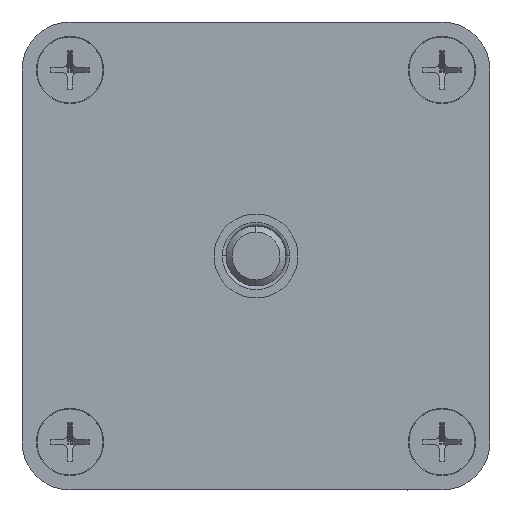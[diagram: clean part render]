
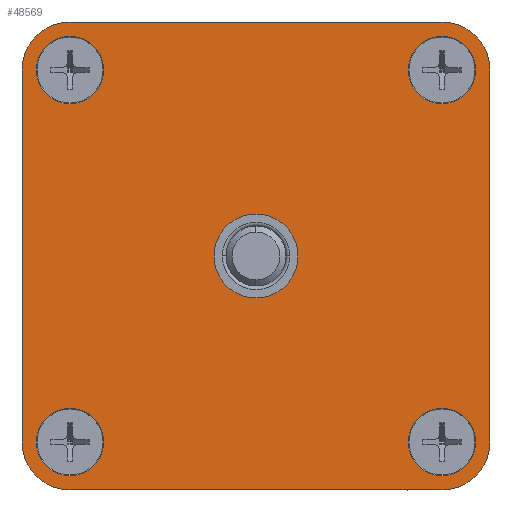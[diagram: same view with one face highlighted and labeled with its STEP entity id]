
A CAD part, front view. The second image highlights one B-rep face of the part: STEP entity #48569.
In plain terms, the highlighted planar face has unit normal (0, -1, 0).
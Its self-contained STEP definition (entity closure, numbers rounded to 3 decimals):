
#1=CARTESIAN_POINT('',(-15.5,0.,15.5));
#2=DIRECTION('',(0.,-1.,0.));
#3=DIRECTION('',(0.,0.,1.));
#4=AXIS2_PLACEMENT_3D('',#1,#2,#3);
#6=DIRECTION('',(1.,0.,0.));
#7=VECTOR('',#6,31.);
#8=CARTESIAN_POINT('',(-15.5,0.,19.5));
#9=LINE('',#8,#7);
#10=CARTESIAN_POINT('',(15.5,0.,15.5));
#11=DIRECTION('',(0.,-1.,0.));
#12=DIRECTION('',(1.,0.,0.));
#13=AXIS2_PLACEMENT_3D('',#10,#11,#12);
#15=DIRECTION('',(0.,0.,-1.));
#16=VECTOR('',#15,31.);
#17=CARTESIAN_POINT('',(19.5,0.,15.5));
#18=LINE('',#17,#16);
#19=CARTESIAN_POINT('',(15.5,0.,-15.5));
#20=DIRECTION('',(0.,-1.,0.));
#21=DIRECTION('',(0.,0.,-1.));
#22=AXIS2_PLACEMENT_3D('',#19,#20,#21);
#24=DIRECTION('',(-1.,0.,0.));
#25=VECTOR('',#24,31.);
#26=CARTESIAN_POINT('',(15.5,0.,-19.5));
#27=LINE('',#26,#25);
#28=CARTESIAN_POINT('',(-15.5,0.,-15.5));
#29=DIRECTION('',(0.,-1.,0.));
#30=DIRECTION('',(-1.,0.,0.));
#31=AXIS2_PLACEMENT_3D('',#28,#29,#30);
#33=DIRECTION('',(0.,0.,1.));
#34=VECTOR('',#33,31.);
#35=CARTESIAN_POINT('',(-19.5,0.,-15.5));
#36=LINE('',#35,#34);
#37=CARTESIAN_POINT('',(-15.5,0.,-15.5));
#38=DIRECTION('',(0.,-1.,0.));
#39=DIRECTION('',(-1.,0.,0.));
#40=AXIS2_PLACEMENT_3D('',#37,#38,#39);
#42=CARTESIAN_POINT('',(-15.5,0.,-15.5));
#43=DIRECTION('',(0.,-1.,0.));
#44=DIRECTION('',(1.,0.,0.));
#45=AXIS2_PLACEMENT_3D('',#42,#43,#44);
#47=CARTESIAN_POINT('',(15.5,0.,-15.5));
#48=DIRECTION('',(0.,-1.,0.));
#49=DIRECTION('',(0.,0.,-1.));
#50=AXIS2_PLACEMENT_3D('',#47,#48,#49);
#52=CARTESIAN_POINT('',(15.5,0.,-15.5));
#53=DIRECTION('',(0.,-1.,0.));
#54=DIRECTION('',(0.,0.,1.));
#55=AXIS2_PLACEMENT_3D('',#52,#53,#54);
#57=CARTESIAN_POINT('',(15.5,0.,15.5));
#58=DIRECTION('',(0.,-1.,0.));
#59=DIRECTION('',(1.,0.,0.));
#60=AXIS2_PLACEMENT_3D('',#57,#58,#59);
#62=CARTESIAN_POINT('',(15.5,0.,15.5));
#63=DIRECTION('',(0.,-1.,0.));
#64=DIRECTION('',(-1.,0.,0.));
#65=AXIS2_PLACEMENT_3D('',#62,#63,#64);
#67=CARTESIAN_POINT('',(-15.5,0.,15.5));
#68=DIRECTION('',(0.,-1.,0.));
#69=DIRECTION('',(0.,0.,1.));
#70=AXIS2_PLACEMENT_3D('',#67,#68,#69);
#72=CARTESIAN_POINT('',(-15.5,0.,15.5));
#73=DIRECTION('',(0.,-1.,0.));
#74=DIRECTION('',(0.,0.,-1.));
#75=AXIS2_PLACEMENT_3D('',#72,#73,#74);
#77=CARTESIAN_POINT('',(0.,0.,0.));
#78=DIRECTION('',(0.,-1.,0.));
#79=DIRECTION('',(-1.,0.,0.));
#80=AXIS2_PLACEMENT_3D('',#77,#78,#79);
#82=CARTESIAN_POINT('',(0.,0.,0.));
#83=DIRECTION('',(0.,-1.,0.));
#84=DIRECTION('',(1.,0.,0.));
#85=AXIS2_PLACEMENT_3D('',#82,#83,#84);
#37640=CARTESIAN_POINT('',(-3.5,0.,0.));
#37641=CARTESIAN_POINT('',(3.5,0.,0.));
#37642=VERTEX_POINT('',#37640);
#37643=VERTEX_POINT('',#37641);
#37776=CARTESIAN_POINT('',(-15.5,0.,19.5));
#37777=CARTESIAN_POINT('',(-19.5,0.,15.5));
#37778=VERTEX_POINT('',#37776);
#37779=VERTEX_POINT('',#37777);
#37784=CARTESIAN_POINT('',(-19.5,0.,-15.5));
#37785=CARTESIAN_POINT('',(-15.5,0.,-19.5));
#37786=VERTEX_POINT('',#37784);
#37787=VERTEX_POINT('',#37785);
#37792=CARTESIAN_POINT('',(15.5,0.,-19.5));
#37793=CARTESIAN_POINT('',(19.5,0.,-15.5));
#37794=VERTEX_POINT('',#37792);
#37795=VERTEX_POINT('',#37793);
#37800=CARTESIAN_POINT('',(19.5,0.,15.5));
#37801=CARTESIAN_POINT('',(15.5,0.,19.5));
#37802=VERTEX_POINT('',#37800);
#37803=VERTEX_POINT('',#37801);
#37848=CARTESIAN_POINT('',(-18.3,0.,-15.5));
#37849=CARTESIAN_POINT('',(-12.7,0.,-15.5));
#37850=VERTEX_POINT('',#37848);
#37851=VERTEX_POINT('',#37849);
#37860=CARTESIAN_POINT('',(15.5,0.,-18.3));
#37861=CARTESIAN_POINT('',(15.5,0.,-12.7));
#37862=VERTEX_POINT('',#37860);
#37863=VERTEX_POINT('',#37861);
#37872=CARTESIAN_POINT('',(18.3,0.,15.5));
#37873=CARTESIAN_POINT('',(12.7,0.,15.5));
#37874=VERTEX_POINT('',#37872);
#37875=VERTEX_POINT('',#37873);
#37884=CARTESIAN_POINT('',(-15.5,0.,18.3));
#37885=CARTESIAN_POINT('',(-15.5,0.,12.7));
#37886=VERTEX_POINT('',#37884);
#37887=VERTEX_POINT('',#37885);
#48516=CARTESIAN_POINT('',(0.,0.,0.));
#48517=DIRECTION('',(0.,1.,0.));
#48518=DIRECTION('',(1.,0.,0.));
#48519=AXIS2_PLACEMENT_3D('',#48516,#48517,#48518);
#48520=PLANE('',#48519);
#48522=ORIENTED_EDGE('',*,*,#48521,.F.);
#48524=ORIENTED_EDGE('',*,*,#48523,.T.);
#48526=ORIENTED_EDGE('',*,*,#48525,.F.);
#48528=ORIENTED_EDGE('',*,*,#48527,.T.);
#48530=ORIENTED_EDGE('',*,*,#48529,.F.);
#48532=ORIENTED_EDGE('',*,*,#48531,.T.);
#48534=ORIENTED_EDGE('',*,*,#48533,.F.);
#48536=ORIENTED_EDGE('',*,*,#48535,.T.);
#48537=EDGE_LOOP('',(#48522,#48524,#48526,#48528,#48530,#48532,#48534,#48536));
#48538=FACE_OUTER_BOUND('',#48537,.F.);
#48540=ORIENTED_EDGE('',*,*,#48539,.T.);
#48542=ORIENTED_EDGE('',*,*,#48541,.T.);
#48543=EDGE_LOOP('',(#48540,#48542));
#48544=FACE_BOUND('',#48543,.F.);
#48546=ORIENTED_EDGE('',*,*,#48545,.T.);
#48548=ORIENTED_EDGE('',*,*,#48547,.T.);
#48549=EDGE_LOOP('',(#48546,#48548));
#48550=FACE_BOUND('',#48549,.F.);
#48552=ORIENTED_EDGE('',*,*,#48551,.T.);
#48554=ORIENTED_EDGE('',*,*,#48553,.T.);
#48555=EDGE_LOOP('',(#48552,#48554));
#48556=FACE_BOUND('',#48555,.F.);
#48558=ORIENTED_EDGE('',*,*,#48557,.T.);
#48560=ORIENTED_EDGE('',*,*,#48559,.T.);
#48561=EDGE_LOOP('',(#48558,#48560));
#48562=FACE_BOUND('',#48561,.F.);
#48564=ORIENTED_EDGE('',*,*,#48563,.T.);
#48566=ORIENTED_EDGE('',*,*,#48565,.T.);
#48567=EDGE_LOOP('',(#48564,#48566));
#48568=FACE_BOUND('',#48567,.F.);
#48569=ADVANCED_FACE('',(#48538,#48544,#48550,#48556,#48562,#48568),#48520,.F.);
#5=CIRCLE('',#4,4.);
#14=CIRCLE('',#13,4.);
#23=CIRCLE('',#22,4.);
#32=CIRCLE('',#31,4.);
#41=CIRCLE('',#40,2.8);
#46=CIRCLE('',#45,2.8);
#51=CIRCLE('',#50,2.8);
#56=CIRCLE('',#55,2.8);
#61=CIRCLE('',#60,2.8);
#66=CIRCLE('',#65,2.8);
#71=CIRCLE('',#70,2.8);
#76=CIRCLE('',#75,2.8);
#81=CIRCLE('',#80,3.5);
#86=CIRCLE('',#85,3.5);
#48521=EDGE_CURVE('',#37778,#37779,#5,.T.);
#48523=EDGE_CURVE('',#37778,#37803,#9,.T.);
#48525=EDGE_CURVE('',#37802,#37803,#14,.T.);
#48527=EDGE_CURVE('',#37802,#37795,#18,.T.);
#48529=EDGE_CURVE('',#37794,#37795,#23,.T.);
#48531=EDGE_CURVE('',#37794,#37787,#27,.T.);
#48533=EDGE_CURVE('',#37786,#37787,#32,.T.);
#48535=EDGE_CURVE('',#37786,#37779,#36,.T.);
#48539=EDGE_CURVE('',#37850,#37851,#41,.T.);
#48541=EDGE_CURVE('',#37851,#37850,#46,.T.);
#48545=EDGE_CURVE('',#37862,#37863,#51,.T.);
#48547=EDGE_CURVE('',#37863,#37862,#56,.T.);
#48551=EDGE_CURVE('',#37874,#37875,#61,.T.);
#48553=EDGE_CURVE('',#37875,#37874,#66,.T.);
#48557=EDGE_CURVE('',#37886,#37887,#71,.T.);
#48559=EDGE_CURVE('',#37887,#37886,#76,.T.);
#48563=EDGE_CURVE('',#37642,#37643,#81,.T.);
#48565=EDGE_CURVE('',#37643,#37642,#86,.T.);
